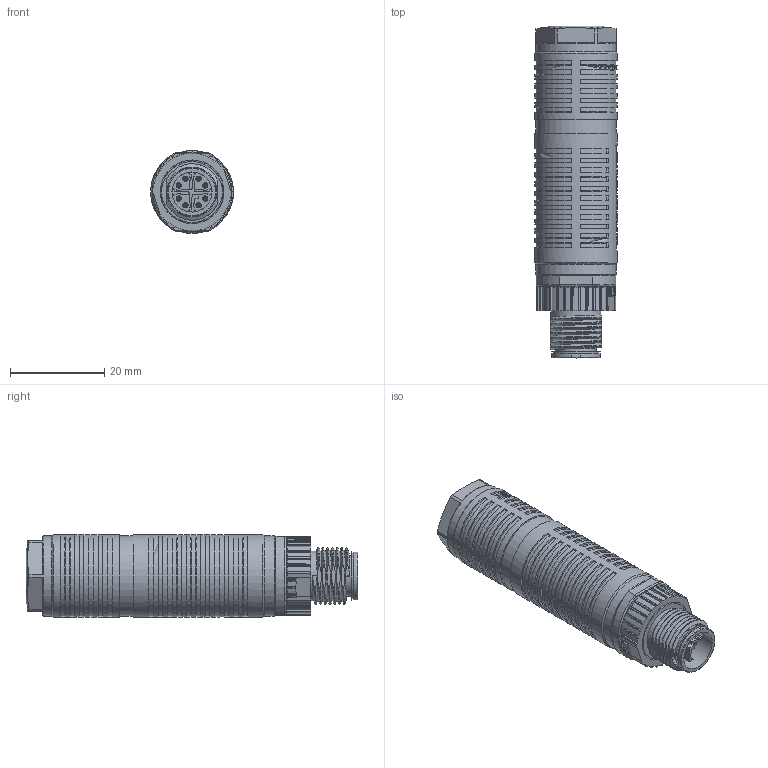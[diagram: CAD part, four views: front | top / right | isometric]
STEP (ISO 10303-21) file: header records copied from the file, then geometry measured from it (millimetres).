
FILE_DESCRIPTION(/* description */ (''),/* implementation_level */ '2;1');
FILE_NAME(/* name */ '6GK1901-0DB50-6AA0_3d.stp',/* time_stamp */ '2022-12-09T15:58:16+01:00',/* author */ (''),/* organization */ (''),/* preprocessor_version */ 'ST-DEVELOPER v18.102',/* originating_system */ 'SIEMENS PLM Software NX 2027',/* authorisation */ '');
FILE_SCHEMA (('AUTOMOTIVE_DESIGN { 1 0 10303 214 3 1 1 1 }'));
Length unit declared in the file: millimetre
Products named in the file (2): Body; 1742_6GK1901-0DB50-6AA0_simp
Assembly tree (1 placements, depth 2):
  1742_6GK1901-0DB50-6AA0_simp
    Body
Bounding box: 17.6 x 70.47 x 17.6 mm (x, y, z)
Volume: 13285.7 mm3; surface area: 5866.8 mm2
Topology: 1 solids, 2 shells, 698 faces, 1865 edges, 1240 vertices
Faces by surface type: plane 318, cylinder 186, cone 151, torus 23, bspline 12, extrusion 8
Full cylindrical faces by diameter (mm): 0.6 x8, 0.7 x8, 1.15 x8, 8.521 x1, 9.3 x1, 9.56 x1, 10.6 x3, 15.739 x1, 16.684 x1, 17 x3, 17.6 x2
Entity records: 28540 total; most frequent: CARTESIAN_POINT 7135, ORIENTED_EDGE 3428, DIRECTION 3318, EDGE_CURVE 1714, AXIS2_PLACEMENT_3D 1271, VERTEX_POINT 1171, EDGE_LOOP 849, VECTOR 776
